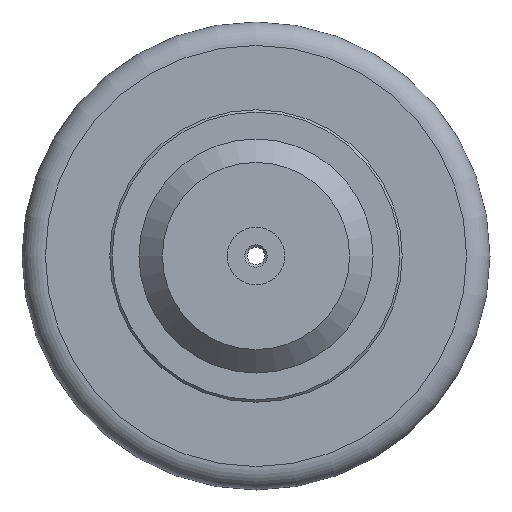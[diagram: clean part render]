
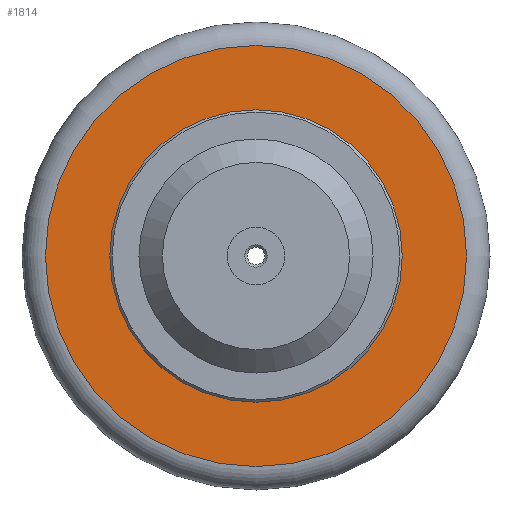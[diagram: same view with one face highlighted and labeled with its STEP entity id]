
A CAD part, left-side view. The second image highlights one B-rep face of the part: STEP entity #1814.
In plain terms, the highlighted planar face has unit normal (-1, 0, 0).
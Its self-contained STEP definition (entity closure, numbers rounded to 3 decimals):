
#72=FACE_BOUND('',#318,.T.);
#203=FACE_OUTER_BOUND('',#317,.T.);
#317=EDGE_LOOP('',(#1555,#1556));
#318=EDGE_LOOP('',(#1557,#1558));
#624=CIRCLE('',#2070,11.);
#625=CIRCLE('',#2071,11.);
#638=CIRCLE('',#2089,18.);
#639=CIRCLE('',#2090,18.);
#801=VERTEX_POINT('',#3166);
#802=VERTEX_POINT('',#3167);
#813=VERTEX_POINT('',#3199);
#814=VERTEX_POINT('',#3201);
#1062=EDGE_CURVE('',#801,#802,#624,.T.);
#1064=EDGE_CURVE('',#802,#801,#625,.T.);
#1079=EDGE_CURVE('',#813,#814,#638,.T.);
#1080=EDGE_CURVE('',#814,#813,#639,.T.);
#1555=ORIENTED_EDGE('',*,*,#1080,.F.);
#1556=ORIENTED_EDGE('',*,*,#1079,.F.);
#1557=ORIENTED_EDGE('',*,*,#1062,.F.);
#1558=ORIENTED_EDGE('',*,*,#1064,.F.);
#1625=PLANE('',#2091);
#1814=ADVANCED_FACE('',(#203,#72),#1625,.T.);
#2070=AXIS2_PLACEMENT_3D('',#3168,#2634,#2635);
#2071=AXIS2_PLACEMENT_3D('',#3170,#2637,#2638);
#2089=AXIS2_PLACEMENT_3D('',#3202,#2675,#2676);
#2090=AXIS2_PLACEMENT_3D('',#3203,#2677,#2678);
#2091=AXIS2_PLACEMENT_3D('',#3204,#2679,#2680);
#2634=DIRECTION('center_axis',(-1.,0.,0.));
#2635=DIRECTION('ref_axis',(0.,-1.,0.));
#2637=DIRECTION('center_axis',(-1.,0.,0.));
#2638=DIRECTION('ref_axis',(0.,-1.,0.));
#2675=DIRECTION('center_axis',(1.,0.,0.));
#2676=DIRECTION('ref_axis',(0.,-1.,0.));
#2677=DIRECTION('center_axis',(1.,0.,0.));
#2678=DIRECTION('ref_axis',(0.,-1.,0.));
#2679=DIRECTION('center_axis',(-1.,0.,0.));
#2680=DIRECTION('ref_axis',(0.,0.,
1.));
#3166=CARTESIAN_POINT('',(-7.474,-8.56,0.));
#3167=CARTESIAN_POINT('',(-7.474,13.44,0.));
#3168=CARTESIAN_POINT('Origin',(-7.474,2.44,0.));
#3170=CARTESIAN_POINT('Origin',(-7.474,2.44,0.));
#3199=CARTESIAN_POINT('',(-7.474,2.44,18.));
#3201=CARTESIAN_POINT('',(-7.474,20.44,0.));
#3202=CARTESIAN_POINT('Origin',(-7.474,2.44,0.));
#3203=CARTESIAN_POINT('Origin',(-7.474,2.44,0.));
#3204=CARTESIAN_POINT('Origin',(-7.474,19.94,0.));
